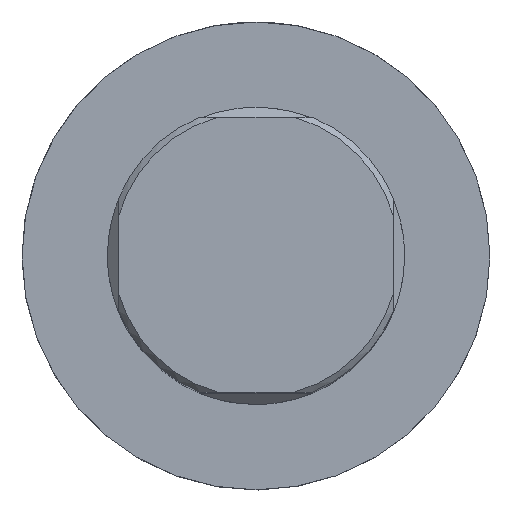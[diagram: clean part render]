
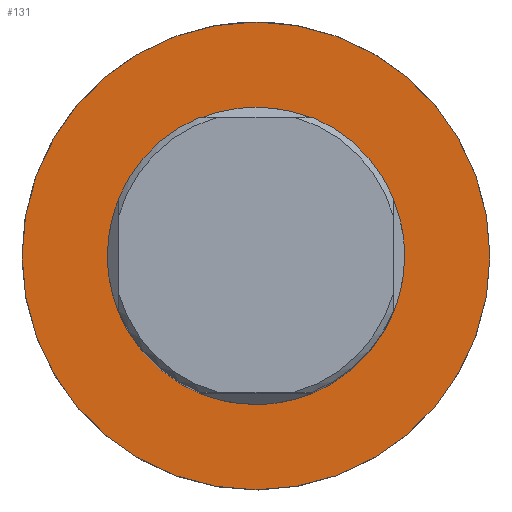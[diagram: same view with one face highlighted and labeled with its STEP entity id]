
A CAD part, top view. The second image highlights one B-rep face of the part: STEP entity #131.
In plain terms, the highlighted planar face has unit normal (0, 0, 1).
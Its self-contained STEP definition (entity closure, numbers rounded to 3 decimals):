
#131=ADVANCED_FACE('',(#174,#175),#157,.T.);
#157=PLANE('',#494);
#174=FACE_BOUND('',#186,.T.);
#175=FACE_BOUND('',#187,.T.);
#186=EDGE_LOOP('',(#218));
#187=EDGE_LOOP('',(#219));
#218=ORIENTED_EDGE('',*,*,#389,.F.);
#219=ORIENTED_EDGE('',*,*,#390,.F.);
#344=VERTEX_POINT('',#690);
#345=VERTEX_POINT('',#692);
#389=EDGE_CURVE('',#344,#344,#452,.T.);
#390=EDGE_CURVE('',#345,#345,#453,.T.);
#452=CIRCLE('',#492,25.4);
#453=CIRCLE('',#493,40.);
#492=AXIS2_PLACEMENT_3D('',#689,#553,#554);
#493=AXIS2_PLACEMENT_3D('',#691,#555,#556);
#494=AXIS2_PLACEMENT_3D('',#693,#557,#558);
#553=DIRECTION('',(0.,0.,1.));
#554=DIRECTION('',(1.,0.,0.));
#555=DIRECTION('',(0.,0.,-1.));
#556=DIRECTION('',(1.,0.,0.));
#557=DIRECTION('',(0.,0.,1.));
#558=DIRECTION('',(0.,1.,0.));
#689=CARTESIAN_POINT('',(0.,0.,0.));
#690=CARTESIAN_POINT('',(25.4,0.,0.));
#691=CARTESIAN_POINT('',(0.,0.,0.));
#692=CARTESIAN_POINT('',(40.,0.,0.));
#693=CARTESIAN_POINT('',(-40.,0.,0.));
